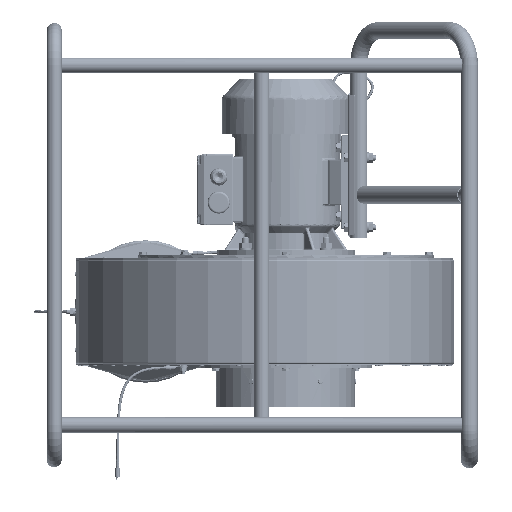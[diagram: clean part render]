
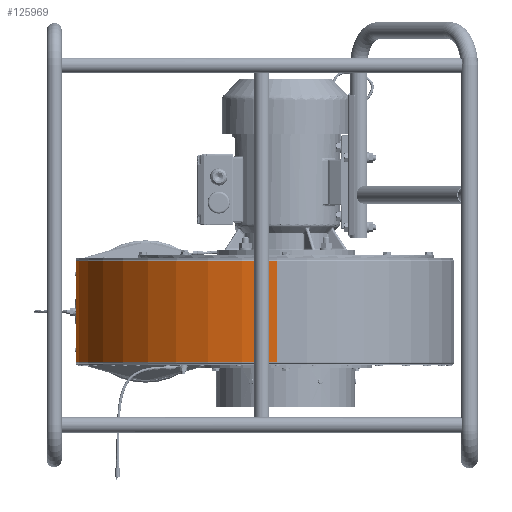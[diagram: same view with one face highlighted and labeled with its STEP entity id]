
A CAD part, left-side view. The second image highlights one B-rep face of the part: STEP entity #125969.
In plain terms, the highlighted cylindrical face has radius 291.05 mm (diameter 582.1 mm), a partial arc.
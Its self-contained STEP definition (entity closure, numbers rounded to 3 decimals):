
#13506=FACE_OUTER_BOUND('',#20932,.T.);
#20932=EDGE_LOOP('',(#93101,#93102,#93103,#93104));
#30918=LINE('',#209260,#39972);
#30919=LINE('',#209263,#39973);
#39972=VECTOR('',#151801,10.);
#39973=VECTOR('',#151804,10.);
#44916=CIRCLE('',#133051,291.05);
#44917=CIRCLE('',#133052,291.05);
#54158=VERTEX_POINT('',#209256);
#54159=VERTEX_POINT('',#209257);
#54160=VERTEX_POINT('',#209259);
#54161=VERTEX_POINT('',#209261);
#68237=EDGE_CURVE('',#54158,#54159,#44916,.T.);
#68238=EDGE_CURVE('',#54158,#54160,#30918,.T.);
#68239=EDGE_CURVE('',#54161,#54160,#44917,.T.);
#68240=EDGE_CURVE('',#54159,#54161,#30919,.T.);
#93101=ORIENTED_EDGE('',*,*,#68237,.F.);
#93102=ORIENTED_EDGE('',*,*,#68238,.T.);
#93103=ORIENTED_EDGE('',*,*,#68239,.F.);
#93104=ORIENTED_EDGE('',*,*,#68240,.F.);
#114667=CYLINDRICAL_SURFACE('',#133050,291.05);
#125969=ADVANCED_FACE('',(#13506),#114667,.T.);
#133050=AXIS2_PLACEMENT_3D('',#209255,#151797,#151798);
#133051=AXIS2_PLACEMENT_3D('',#209258,#151799,#151800);
#133052=AXIS2_PLACEMENT_3D('',#209262,#151802,#151803);
#151797=DIRECTION('center_axis',(0.,0.,
1.));
#151798=DIRECTION('ref_axis',(0.,1.,0.));
#151799=DIRECTION('center_axis',(0.,0.,
-1.));
#151800=DIRECTION('ref_axis',(-0.707,0.707,0.));
#151801=DIRECTION('',(0.,0.,1.));
#151802=DIRECTION('center_axis',(0.,0.,
1.));
#151803=DIRECTION('ref_axis',(-0.707,0.707,0.));
#151804=DIRECTION('',(0.,0.,1.));
#209255=CARTESIAN_POINT('Origin',(25.585,17.,-75.));
#209256=CARTESIAN_POINT('',(-265.465,17.,-148.125));
#209257=CARTESIAN_POINT('',(25.585,308.05,-148.125));
#209258=CARTESIAN_POINT('Origin',(25.585,17.,-148.125));
#209259=CARTESIAN_POINT('',(-265.465,17.,-1.875));
#209260=CARTESIAN_POINT('',(-265.465,17.,0.));
#209261=CARTESIAN_POINT('',(25.585,308.05,-1.875));
#209262=CARTESIAN_POINT('Origin',(25.585,17.,-1.875));
#209263=CARTESIAN_POINT('',(25.585,308.05,0.));
